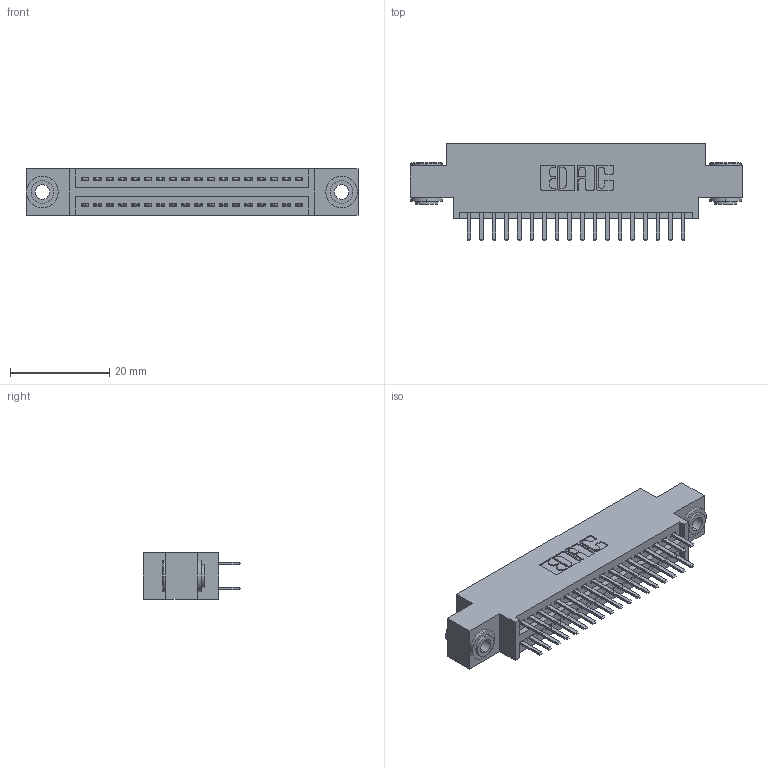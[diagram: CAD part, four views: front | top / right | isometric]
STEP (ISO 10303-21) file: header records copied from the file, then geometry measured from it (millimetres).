
FILE_DESCRIPTION (( 'STEP AP203' ), '1' );
FILE_NAME ('395-036-520-803.STEP', '2019-10-17T18:56:21', ( '' ), ( '' ), 'SwSTEP 2.0', 'SolidWorks 2016', '' );
FILE_SCHEMA (( 'CONFIG_CONTROL_DESIGN' ));
Length unit declared in the file: inch
Products named in the file (4): 345 Part_0.170 Offset - 0.156 Dia-TH; 345-292-001_345-293-120; 345-250-002_345-250-002-102; 395-036-520-803
Assembly tree (39 placements, depth 2):
  395-036-520-803
    345 Part_0.170 Offset - 0.156 Dia-TH
    345-292-001_345-293-120  x36
    345-250-002_345-250-002-102  x2
Bounding box: 66.93 x 19.68 x 9.4 mm (x, y, z)
Volume: 6169 mm3; surface area: 8968.6 mm2
Topology: 39 solids, 39 shells, 2112 faces, 6081 edges, 3954 vertices
Faces by surface type: plane 1354, cylinder 750, cone 8
Entity records: 18250 total; most frequent: CARTESIAN_POINT 3071, ORIENTED_EDGE 2986, DIRECTION 2755, EDGE_CURVE 1493, VECTOR 1261, LINE 1261, VERTEX_POINT 990, AXIS2_PLACEMENT_3D 747
